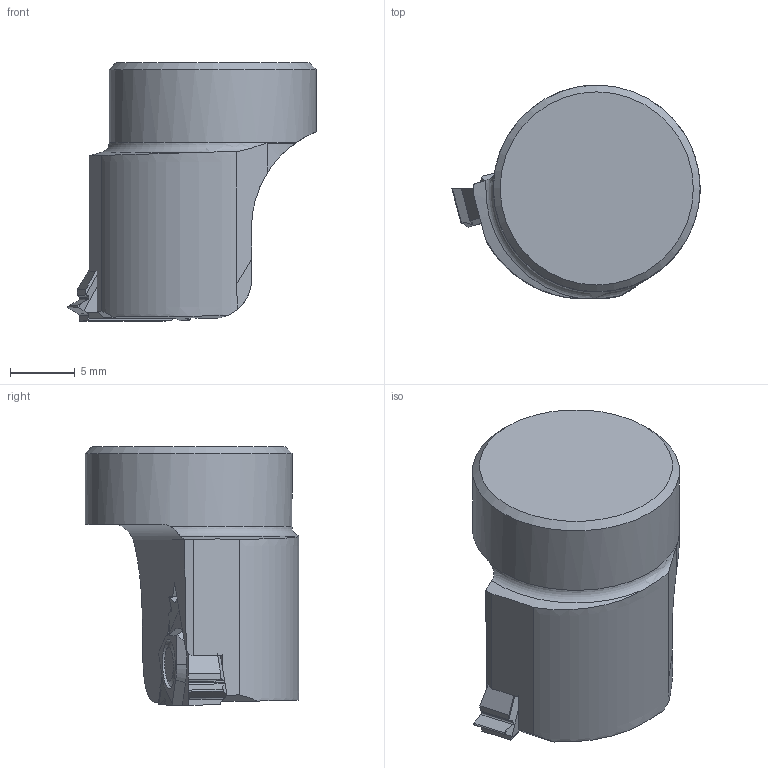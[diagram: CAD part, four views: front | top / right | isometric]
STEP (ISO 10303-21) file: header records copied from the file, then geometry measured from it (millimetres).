
FILE_DESCRIPTION(/* description */ (''),/* implementation_level */ '2;1');
FILE_NAME(/* name */ '1642678490554.stp',/* time_stamp */ '2022-01-20T17:05:17+06:00',/* author */ (''),/* organization */ ('SMS'),/* preprocessor_version */ 'ST-DEVELOPER v16.7',/* originating_system */ 'SIEMENS PLM Software NX 12.0',/* authorisation */ '');
FILE_SCHEMA (('AUTOMOTIVE_DESIGN { 1 0 10303 214 3 1 1 1 }'));
Length unit declared in the file: millimetre
Products named in the file (4): 201539505mod000_00; ASSEMBLY_CONSTRUCTION; 203901607mod000_00; 203901606mod000_00
Assembly tree (3 placements, depth 2):
  203901606mod000_00
    203901607mod000_00
    ASSEMBLY_CONSTRUCTION
    201539505mod000_00
Bounding box: 19.2 x 16.51 x 20 mm (x, y, z)
Volume: 2821.8 mm3; surface area: 1496.2 mm2
Topology: 2 solids, 2 shells, 89 faces, 250 edges, 174 vertices
Faces by surface type: plane 57, cylinder 21, cone 7, torus 2, extrusion 1, sphere 1
Full cylindrical faces by diameter (mm): 2.8 x2, 3.45 x1, 16 x1
Entity records: 3231 total; most frequent: CARTESIAN_POINT 781, ORIENTED_EDGE 472, DIRECTION 472, EDGE_CURVE 236, VECTOR 164, LINE 163, VERTEX_POINT 161, AXIS2_PLACEMENT_3D 154
